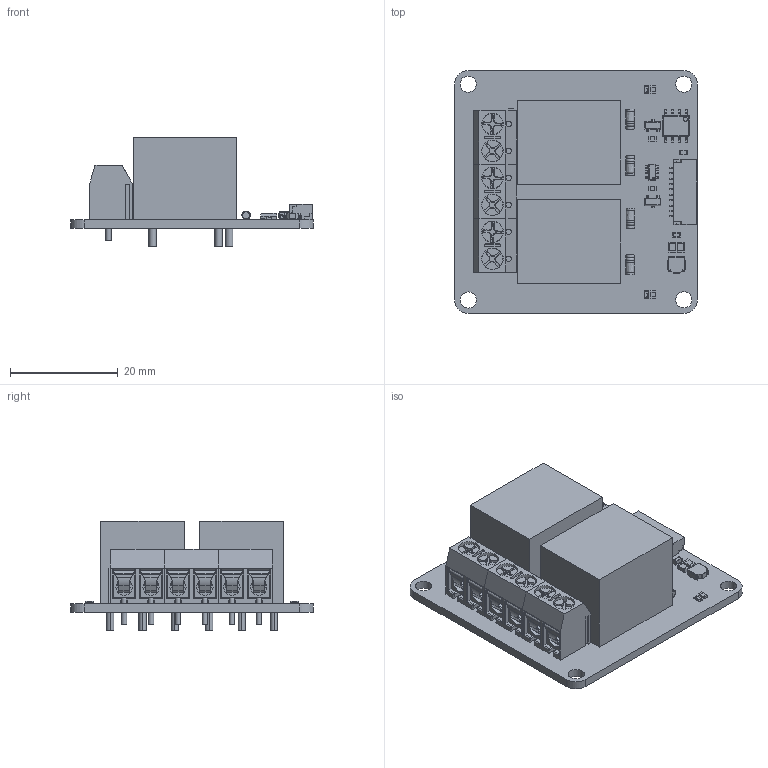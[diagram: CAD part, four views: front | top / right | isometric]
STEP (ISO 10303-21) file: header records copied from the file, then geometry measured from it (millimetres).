
FILE_DESCRIPTION(('FreeCAD Model'),'2;1');
FILE_NAME( 'dual-relay.step', '2017-11-27T16:55:39',('kicad StepUp'),('ksu MCAD'), 'Open CASCADE STEP processor 6.8','FreeCAD','Unknown');
FILE_SCHEMA(('AUTOMOTIVE_DESIGN_CC2 { 1 2 10303 214 -1 1 5 4 }'));
Length unit declared in the file: millimetre
Products named in the file (26): Pcb; C_0805_; C_0603_; C_0805_001; D_0603_blue_; D_0603_blue_001; MiniMelf_; MiniMelf_001; MiniMelf_002; MiniMelf_003; SPM3012_; C_0603_001; 2er_Buchse_; 2er_Buchse_001; 2er_Buchse_002; SM10B-SRSS_; SOT23_; SOT23_001; R_0603_; R_0603_001; R_0603_002; R_0603_003; SO-8_; Fusion_; AZ943-1CH-5DE-Relay_; AZ943-1CH-5DE-Relay_001
Bounding box: 45 x 45 x 20.3 mm (x, y, z)
Volume: 14088.7 mm3; surface area: 11653.4 mm2
Topology: 36 solids, 48 shells, 1705 faces, 4453 edges, 2858 vertices
Faces by surface type: plane 1037, cylinder 548, bspline 56, sphere 36, torus 28
Full cylindrical faces by diameter (mm): 1 x12, 1.3 x16, 2.4 x12, 3 x10, 3.9 x6, 4 x6
Entity records: 68215 total; most frequent: CARTESIAN_POINT 14251, ORIENTED_EDGE 8778, DIRECTION 8623, EDGE_CURVE 4405, LINE 3055, VECTOR 3055, VERTEX_POINT 2858, AXIS2_PLACEMENT_3D 2784
